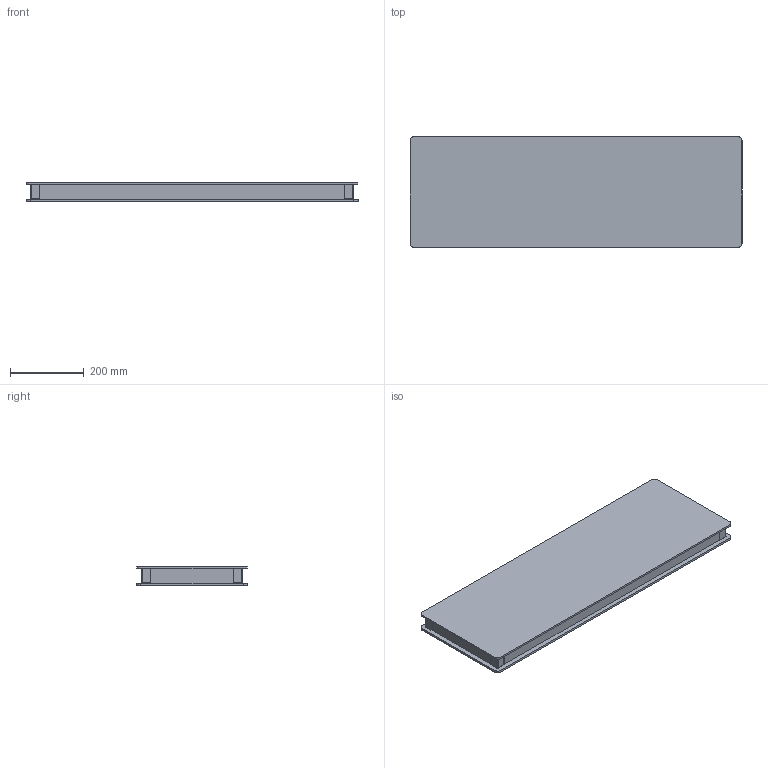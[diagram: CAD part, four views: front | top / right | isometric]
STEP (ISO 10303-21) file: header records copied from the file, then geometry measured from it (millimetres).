
FILE_DESCRIPTION (( 'STEP AP203' ), '1' );
FILE_NAME ('516052.STEP', '2024-06-19T01:15:26', ( '' ), ( '' ), 'SwSTEP 2.0', 'SolidWorks 2020', '' );
FILE_SCHEMA (( 'CONFIG_CONTROL_DESIGN' ));
Length unit declared in the file: millimetre
Products named in the file (1): 516052
Bounding box: 900 x 300 x 50 mm (x, y, z)
Volume: 12270687 mm3; surface area: 758552.3 mm2
Topology: 1 solids, 1 shells, 1080 faces, 2208 edges, 1472 vertices
Faces by surface type: cylinder 696, plane 384
Entity records: 29201 total; most frequent: DIRECTION 5762, CARTESIAN_POINT 4761, ORIENTED_EDGE 4416, AXIS2_PLACEMENT_3D 2473, EDGE_CURVE 2208, VERTEX_POINT 1472, EDGE_LOOP 1422, CIRCLE 1392
